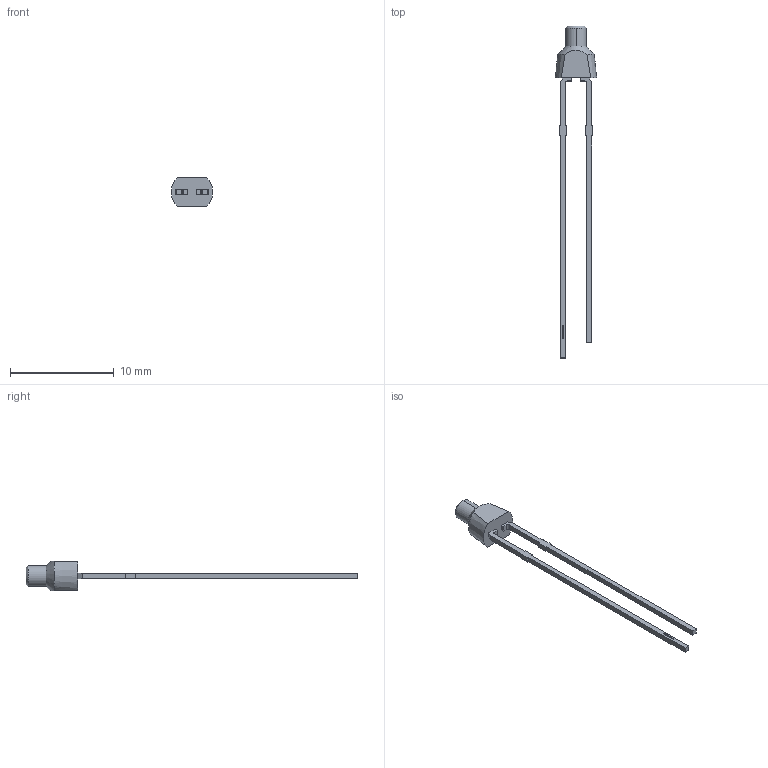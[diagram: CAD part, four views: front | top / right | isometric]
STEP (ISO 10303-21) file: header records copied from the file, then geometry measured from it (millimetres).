
FILE_DESCRIPTION (( 'STEP AP214' ), '1' );
FILE_NAME ('1034.STEP', '2008-08-28T18:52:54', ( '' ), ( '' ), 'SwSTEP 2.0', 'SolidWorks 2008', '' );
FILE_SCHEMA (( 'AUTOMOTIVE_DESIGN' ));
Length unit declared in the file: millimetre
Products named in the file (1): 1034
Bounding box: 3.99 x 32 x 2.8 mm (x, y, z)
Volume: 45.6 mm3; surface area: 166.6 mm2
Topology: 1 solids, 1 shells, 329 faces, 887 edges, 590 vertices
Faces by surface type: plane 203, bspline 116, cone 6, cylinder 4
Entity records: 19315 total; most frequent: CARTESIAN_POINT 8227, ORIENTED_EDGE 1774, DIRECTION 1089, EDGE_CURVE 887, VECTOR 633, LINE 633, VERTEX_POINT 590, EDGE_LOOP 359
